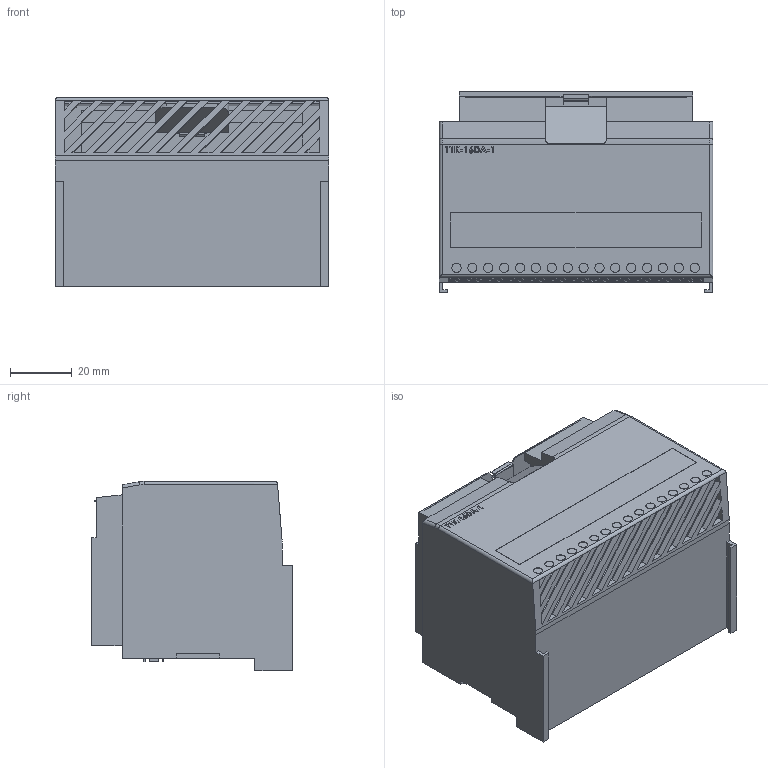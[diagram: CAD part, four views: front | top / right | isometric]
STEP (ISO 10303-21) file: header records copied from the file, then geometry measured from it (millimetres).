
FILE_DESCRIPTION (( 'STEP AP214' ), '1' );
FILE_NAME ('T1F-16DA-1.STEP', '2013-11-18T14:00:13', ( '' ), ( '' ), 'SwSTEP 2.0', 'SolidWorks 2013', '' );
FILE_SCHEMA (( 'AUTOMOTIVE_DESIGN' ));
Length unit declared in the file: millimetre
Products named in the file (1): T1F-16DA-1
Bounding box: 88.7 x 65.1 x 61.36 mm (x, y, z)
Volume: 45450.2 mm3; surface area: 54522.5 mm2
Topology: 1 solids, 1 shells, 646 faces, 1665 edges, 1081 vertices
Faces by surface type: plane 450, cylinder 181, bspline 13, torus 2
Entity records: 27491 total; most frequent: CARTESIAN_POINT 4292, ORIENTED_EDGE 3330, DIRECTION 3241, EDGE_CURVE 1665, LINE 1269, VECTOR 1269, VERTEX_POINT 1081, AXIS2_PLACEMENT_3D 986
